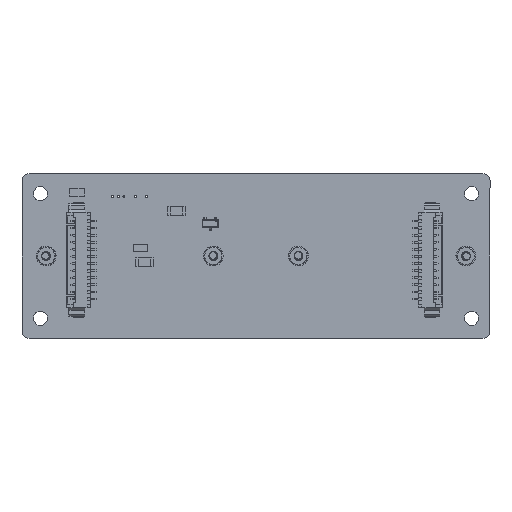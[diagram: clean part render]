
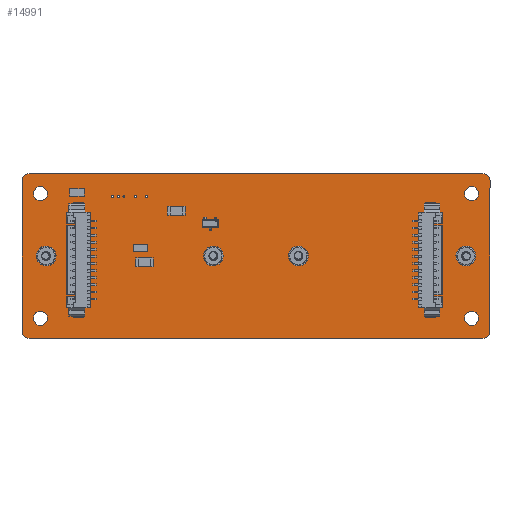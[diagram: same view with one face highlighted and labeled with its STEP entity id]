
A CAD part, front view. The second image highlights one B-rep face of the part: STEP entity #14991.
In plain terms, the highlighted face is planar.
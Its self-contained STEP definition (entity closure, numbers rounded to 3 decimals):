
#702=FACE_BOUND('',#2289,.T.);
#703=FACE_BOUND('',#2290,.T.);
#704=FACE_BOUND('',#2291,.T.);
#705=FACE_BOUND('',#2292,.T.);
#706=FACE_BOUND('',#2293,.T.);
#707=FACE_BOUND('',#2294,.T.);
#708=FACE_BOUND('',#2295,.T.);
#709=FACE_BOUND('',#2296,.T.);
#710=FACE_BOUND('',#2297,.T.);
#711=FACE_BOUND('',#2298,.T.);
#712=FACE_BOUND('',#2299,.T.);
#713=FACE_BOUND('',#2300,.T.);
#714=FACE_BOUND('',#2301,.T.);
#777=PLANE('',#16280);
#1469=FACE_OUTER_BOUND('',#2288,.T.);
#2288=EDGE_LOOP('',(#10958,#10959,#10960,#10961,#10962,#10963,#10964,#10965));
#2289=EDGE_LOOP('',(#10966,#10967));
#2290=EDGE_LOOP('',(#10968,#10969));
#2291=EDGE_LOOP('',(#10970));
#2292=EDGE_LOOP('',(#10971));
#2293=EDGE_LOOP('',(#10972));
#2294=EDGE_LOOP('',(#10973));
#2295=EDGE_LOOP('',(#10974));
#2296=EDGE_LOOP('',(#10975));
#2297=EDGE_LOOP('',(#10976));
#2298=EDGE_LOOP('',(#10977));
#2299=EDGE_LOOP('',(#10978));
#2300=EDGE_LOOP('',(#10979));
#2301=EDGE_LOOP('',(#10980));
#3153=LINE('',#39955,#4812);
#3157=LINE('',#39967,#4816);
#3161=LINE('',#39979,#4820);
#3165=LINE('',#39989,#4824);
#4812=VECTOR('',#17677,10.);
#4816=VECTOR('',#17689,10.);
#4820=VECTOR('',#17701,10.);
#4824=VECTOR('',#17713,10.);
#6380=CIRCLE('',#16224,0.9);
#6381=CIRCLE('',#16225,0.9);
#6383=CIRCLE('',#16228,0.9);
#6384=CIRCLE('',#16229,0.9);
#6387=CIRCLE('',#16233,0.9);
#6389=CIRCLE('',#16236,0.175);
#6391=CIRCLE('',#16239,0.175);
#6393=CIRCLE('',#16242,0.175);
#6395=CIRCLE('',#16245,0.175);
#6397=CIRCLE('',#16248,0.175);
#6399=CIRCLE('',#16251,0.9);
#6401=CIRCLE('',#16254,1.25);
#6403=CIRCLE('',#16257,1.25);
#6405=CIRCLE('',#16260,1.25);
#6407=CIRCLE('',#16263,1.25);
#6409=CIRCLE('',#16266,1.27);
#6411=CIRCLE('',#16270,1.27);
#6413=CIRCLE('',#16274,1.27);
#6415=CIRCLE('',#16278,1.27);
#6779=VERTEX_POINT('',#39861);
#6780=VERTEX_POINT('',#39862);
#6782=VERTEX_POINT('',#39869);
#6783=VERTEX_POINT('',#39870);
#6786=VERTEX_POINT('',#39879);
#6788=VERTEX_POINT('',#39885);
#6790=VERTEX_POINT('',#39891);
#6792=VERTEX_POINT('',#39897);
#6794=VERTEX_POINT('',#39903);
#6796=VERTEX_POINT('',#39909);
#6798=VERTEX_POINT('',#39915);
#6800=VERTEX_POINT('',#39921);
#6802=VERTEX_POINT('',#39927);
#6804=VERTEX_POINT('',#39933);
#6806=VERTEX_POINT('',#39939);
#6809=VERTEX_POINT('',#39946);
#6810=VERTEX_POINT('',#39948);
#6812=VERTEX_POINT('',#39954);
#6814=VERTEX_POINT('',#39960);
#6816=VERTEX_POINT('',#39966);
#6818=VERTEX_POINT('',#39972);
#6820=VERTEX_POINT('',#39978);
#6822=VERTEX_POINT('',#39984);
#8338=EDGE_CURVE('',#6779,#6780,#6380,.T.);
#8339=EDGE_CURVE('',#6780,#6779,#6381,.T.);
#8342=EDGE_CURVE('',#6782,#6783,#6383,.T.);
#8343=EDGE_CURVE('',#6783,#6782,#6384,.T.);
#8348=EDGE_CURVE('',#6786,#6786,#6387,.T.);
#8351=EDGE_CURVE('',#6788,#6788,#6389,.T.);
#8354=EDGE_CURVE('',#6790,#6790,#6391,.T.);
#8357=EDGE_CURVE('',#6792,#6792,#6393,.T.);
#8360=EDGE_CURVE('',#6794,#6794,#6395,.T.);
#8363=EDGE_CURVE('',#6796,#6796,#6397,.T.);
#8366=EDGE_CURVE('',#6798,#6798,#6399,.T.);
#8369=EDGE_CURVE('',#6800,#6800,#6401,.T.);
#8372=EDGE_CURVE('',#6802,#6802,#6403,.T.);
#8375=EDGE_CURVE('',#6804,#6804,#6405,.T.);
#8378=EDGE_CURVE('',#6806,#6806,#6407,.T.);
#8381=EDGE_CURVE('',#6810,#6809,#6409,.T.);
#8384=EDGE_CURVE('',#6812,#6810,#3153,.T.);
#8387=EDGE_CURVE('',#6814,#6812,#6411,.T.);
#8390=EDGE_CURVE('',#6816,#6814,#3157,.T.);
#8393=EDGE_CURVE('',#6818,#6816,#6413,.T.);
#8396=EDGE_CURVE('',#6820,#6818,#3161,.T.);
#8399=EDGE_CURVE('',#6822,#6820,#6415,.T.);
#8402=EDGE_CURVE('',#6809,#6822,#3165,.T.);
#10958=ORIENTED_EDGE('',*,*,#8402,.T.);
#10959=ORIENTED_EDGE('',*,*,#8399,.T.);
#10960=ORIENTED_EDGE('',*,*,#8396,.T.);
#10961=ORIENTED_EDGE('',*,*,#8393,.T.);
#10962=ORIENTED_EDGE('',*,*,#8390,.T.);
#10963=ORIENTED_EDGE('',*,*,#8387,.T.);
#10964=ORIENTED_EDGE('',*,*,#8384,.T.);
#10965=ORIENTED_EDGE('',*,*,#8381,.T.);
#10966=ORIENTED_EDGE('',*,*,#8338,.T.);
#10967=ORIENTED_EDGE('',*,*,#8339,.T.);
#10968=ORIENTED_EDGE('',*,*,#8342,.T.);
#10969=ORIENTED_EDGE('',*,*,#8343,.T.);
#10970=ORIENTED_EDGE('',*,*,#8348,.T.);
#10971=ORIENTED_EDGE('',*,*,#8351,.T.);
#10972=ORIENTED_EDGE('',*,*,#8354,.T.);
#10973=ORIENTED_EDGE('',*,*,#8357,.T.);
#10974=ORIENTED_EDGE('',*,*,#8360,.T.);
#10975=ORIENTED_EDGE('',*,*,#8363,.T.);
#10976=ORIENTED_EDGE('',*,*,#8366,.T.);
#10977=ORIENTED_EDGE('',*,*,#8378,.T.);
#10978=ORIENTED_EDGE('',*,*,#8375,.T.);
#10979=ORIENTED_EDGE('',*,*,#8372,.T.);
#10980=ORIENTED_EDGE('',*,*,#8369,.T.);
#14991=ADVANCED_FACE('',(#1469,#702,#703,#704,#705,#706,#707,#708,#709,
#710,#711,#712,#713,#714),#777,.T.);
#16224=AXIS2_PLACEMENT_3D('',#39863,#17573,#17574);
#16225=AXIS2_PLACEMENT_3D('',#39864,#17575,#17576);
#16228=AXIS2_PLACEMENT_3D('',#39871,#17582,#17583);
#16229=AXIS2_PLACEMENT_3D('',#39872,#17584,#17585);
#16233=AXIS2_PLACEMENT_3D('',#39881,#17594,#17595);
#16236=AXIS2_PLACEMENT_3D('',#39887,#17601,#17602);
#16239=AXIS2_PLACEMENT_3D('',#39893,#17608,#17609);
#16242=AXIS2_PLACEMENT_3D('',#39899,#17615,#17616);
#16245=AXIS2_PLACEMENT_3D('',#39905,#17622,#17623);
#16248=AXIS2_PLACEMENT_3D('',#39911,#17629,#17630);
#16251=AXIS2_PLACEMENT_3D('',#39917,#17636,#17637);
#16254=AXIS2_PLACEMENT_3D('',#39923,#17643,#17644);
#16257=AXIS2_PLACEMENT_3D('',#39929,#17650,#17651);
#16260=AXIS2_PLACEMENT_3D('',#39935,#17657,#17658);
#16263=AXIS2_PLACEMENT_3D('',#39941,#17664,#17665);
#16266=AXIS2_PLACEMENT_3D('',#39949,#17671,#17672);
#16270=AXIS2_PLACEMENT_3D('',#39961,#17683,#17684);
#16274=AXIS2_PLACEMENT_3D('',#39973,#17695,#17696);
#16278=AXIS2_PLACEMENT_3D('',#39985,#17707,#17708);
#16280=AXIS2_PLACEMENT_3D('',#39990,#17714,#17715);
#17573=DIRECTION('center_axis',(0.,0.,-1.));
#17574=DIRECTION('ref_axis',(1.,0.,0.));
#17575=DIRECTION('center_axis',(0.,0.,-1.));
#17576=DIRECTION('ref_axis',(1.,0.,0.));
#17582=DIRECTION('center_axis',(0.,0.,-1.));
#17583=DIRECTION('ref_axis',(1.,0.,0.));
#17584=DIRECTION('center_axis',(0.,0.,-1.));
#17585=DIRECTION('ref_axis',(1.,0.,0.));
#17594=DIRECTION('center_axis',(0.,0.,-1.));
#17595=DIRECTION('ref_axis',(1.,0.,0.));
#17601=DIRECTION('center_axis',(0.,0.,-1.));
#17602=DIRECTION('ref_axis',(1.,0.,0.));
#17608=DIRECTION('center_axis',(0.,0.,-1.));
#17609=DIRECTION('ref_axis',(1.,0.,0.));
#17615=DIRECTION('center_axis',(0.,0.,-1.));
#17616=DIRECTION('ref_axis',(1.,0.,0.));
#17622=DIRECTION('center_axis',(0.,0.,-1.));
#17623=DIRECTION('ref_axis',(1.,0.,0.));
#17629=DIRECTION('center_axis',(0.,0.,-1.));
#17630=DIRECTION('ref_axis',(1.,0.,0.));
#17636=DIRECTION('center_axis',(0.,0.,-1.));
#17637=DIRECTION('ref_axis',(1.,0.,0.));
#17643=DIRECTION('center_axis',(0.,0.,-1.));
#17644=DIRECTION('ref_axis',(1.,0.,0.));
#17650=DIRECTION('center_axis',(0.,0.,-1.));
#17651=DIRECTION('ref_axis',(1.,0.,0.));
#17657=DIRECTION('center_axis',(0.,0.,-1.));
#17658=DIRECTION('ref_axis',(1.,0.,0.));
#17664=DIRECTION('center_axis',(0.,0.,-1.));
#17665=DIRECTION('ref_axis',(1.,0.,0.));
#17671=DIRECTION('center_axis',(0.,0.,1.));
#17672=DIRECTION('ref_axis',(0.,1.,0.));
#17677=DIRECTION('',(-1.,0.,0.));
#17683=DIRECTION('center_axis',(0.,0.,1.));
#17684=DIRECTION('ref_axis',(1.,0.,0.));
#17689=DIRECTION('',(0.,1.,0.));
#17695=DIRECTION('center_axis',(0.,0.,1.));
#17696=DIRECTION('ref_axis',(0.,-1.,0.));
#17701=DIRECTION('',(1.,0.,0.));
#17707=DIRECTION('center_axis',(0.,0.,1.));
#17708=DIRECTION('ref_axis',(-1.,0.,0.));
#17713=DIRECTION('',(0.,-1.,0.));
#17714=DIRECTION('center_axis',(0.,0.,1.));
#17715=DIRECTION('ref_axis',(1.,0.,0.));
#39861=CARTESIAN_POINT('',(5.18,14.5,1.57));
#39862=CARTESIAN_POINT('',(3.38,14.5,1.57));
#39863=CARTESIAN_POINT('Origin',(4.28,14.5,1.57));
#39864=CARTESIAN_POINT('Origin',(4.28,14.5,1.57));
#39869=CARTESIAN_POINT('',(79.18,14.5,1.57));
#39870=CARTESIAN_POINT('',(77.38,14.5,1.57));
#39871=CARTESIAN_POINT('Origin',(78.28,14.5,1.57));
#39872=CARTESIAN_POINT('Origin',(78.28,14.5,1.57));
#39879=CARTESIAN_POINT('',(47.85,14.5,1.57));
#39881=CARTESIAN_POINT('Origin',(48.75,14.5,1.57));
#39885=CARTESIAN_POINT('',(16.825,25.,1.57));
#39887=CARTESIAN_POINT('Origin',(17.,25.,1.57));
#39891=CARTESIAN_POINT('',(17.825,25.,1.57));
#39893=CARTESIAN_POINT('Origin',(18.,25.,1.57));
#39897=CARTESIAN_POINT('',(15.825,25.,1.57));
#39899=CARTESIAN_POINT('Origin',(16.,25.,1.57));
#39903=CARTESIAN_POINT('',(21.825,25.,1.57));
#39905=CARTESIAN_POINT('Origin',(22.,25.,1.57));
#39909=CARTESIAN_POINT('',(19.825,25.,1.57));
#39911=CARTESIAN_POINT('Origin',(20.,25.,1.57));
#39915=CARTESIAN_POINT('',(32.85,14.5,1.57));
#39917=CARTESIAN_POINT('Origin',(33.75,14.5,1.57));
#39921=CARTESIAN_POINT('',(2.03,3.5,1.57));
#39923=CARTESIAN_POINT('Origin',(3.28,3.5,1.57));
#39927=CARTESIAN_POINT('',(78.03,3.5,1.57));
#39929=CARTESIAN_POINT('Origin',(79.28,3.5,1.57));
#39933=CARTESIAN_POINT('',(2.03,25.5,1.57));
#39935=CARTESIAN_POINT('Origin',(3.28,25.5,1.57));
#39939=CARTESIAN_POINT('',(78.03,25.5,1.57));
#39941=CARTESIAN_POINT('Origin',(79.28,25.5,1.57));
#39946=CARTESIAN_POINT('',(0.03,27.73,1.57));
#39948=CARTESIAN_POINT('',(1.3,29.,1.57));
#39949=CARTESIAN_POINT('Origin',(1.3,27.73,1.57));
#39954=CARTESIAN_POINT('',(81.26,29.,1.57));
#39955=CARTESIAN_POINT('',(81.26,29.,1.57));
#39960=CARTESIAN_POINT('',(82.53,27.73,1.57));
#39961=CARTESIAN_POINT('Origin',(81.26,27.73,1.57));
#39966=CARTESIAN_POINT('',(82.53,1.27,1.57));
#39967=CARTESIAN_POINT('',(82.53,1.27,1.57));
#39972=CARTESIAN_POINT('',(81.26,0.,1.57));
#39973=CARTESIAN_POINT('Origin',(81.26,1.27,1.57));
#39978=CARTESIAN_POINT('',(1.3,0.,1.57));
#39979=CARTESIAN_POINT('',(1.3,0.,1.57));
#39984=CARTESIAN_POINT('',(0.03,1.27,1.57));
#39985=CARTESIAN_POINT('Origin',(1.3,1.27,1.57));
#39989=CARTESIAN_POINT('',(0.03,27.73,1.57));
#39990=CARTESIAN_POINT('Origin',(41.28,14.5,1.57));
